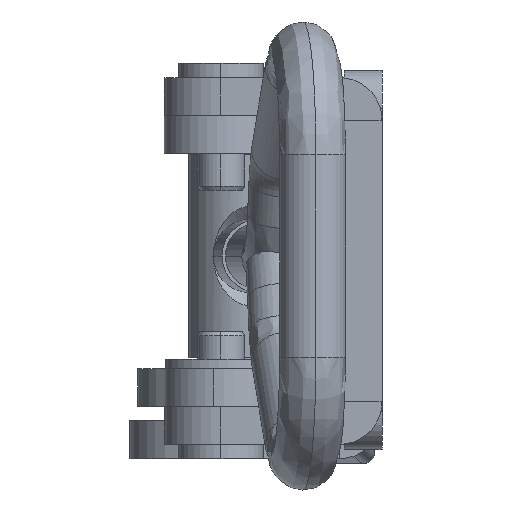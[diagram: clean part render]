
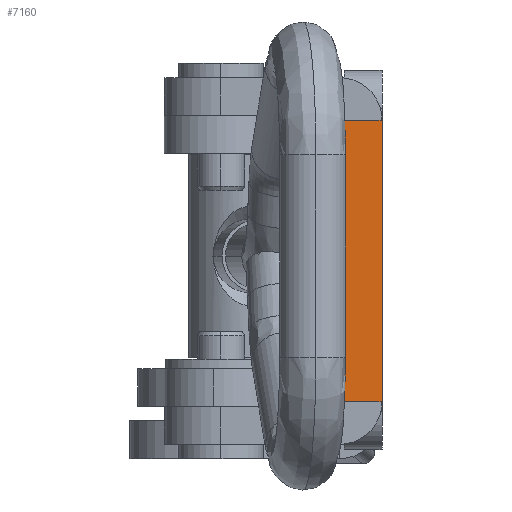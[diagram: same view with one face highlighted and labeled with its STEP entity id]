
A CAD part, left-side view. The second image highlights one B-rep face of the part: STEP entity #7160.
In plain terms, the highlighted planar face has unit normal (-1, 0, 0).
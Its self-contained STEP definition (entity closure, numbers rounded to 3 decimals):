
#126 = EDGE_CURVE ( 'NONE', #161, #4057, #4504, .T. ) ;
#161 = VERTEX_POINT ( 'NONE', #2890 ) ;
#260 = ORIENTED_EDGE ( 'NONE', *, *, #126, .T. ) ;
#415 = DIRECTION ( 'NONE',  ( 0., 1., 0. ) ) ;
#679 = PLANE ( 'NONE',  #7458 ) ;
#808 = VECTOR ( 'NONE', #1637, 1000. ) ;
#1043 = CARTESIAN_POINT ( 'NONE',  ( -20.5, -4., -35.2 ) ) ;
#1281 = VERTEX_POINT ( 'NONE', #4698 ) ;
#1310 = CARTESIAN_POINT ( 'NONE',  ( -20.5, -4., -35.2 ) ) ;
#1380 = EDGE_CURVE ( 'NONE', #6009, #1281, #6598, .T. ) ;
#1637 = DIRECTION ( 'NONE',  ( 0., 0., 1. ) ) ;
#1709 = CARTESIAN_POINT ( 'NONE',  ( -20.5, -4., -5.5 ) ) ;
#1770 = CARTESIAN_POINT ( 'NONE',  ( -20.5, 0., -5.5 ) ) ;
#2477 = DIRECTION ( 'NONE',  ( 0., 0., 1. ) ) ;
#2890 = CARTESIAN_POINT ( 'NONE',  ( -20.5, -4., -5.5 ) ) ;
#3235 = LINE ( 'NONE', #5765, #808 ) ;
#3355 = VECTOR ( 'NONE', #6671, 1000. ) ;
#4057 = VERTEX_POINT ( 'NONE', #1770 ) ;
#4136 = EDGE_LOOP ( 'NONE', ( #4558, #7379, #7575, #260 ) ) ;
#4137 = VECTOR ( 'NONE', #6121, 1000. ) ;
#4504 = LINE ( 'NONE', #1709, #4137 ) ;
#4558 = ORIENTED_EDGE ( 'NONE', *, *, #6422, .F. ) ;
#4698 = CARTESIAN_POINT ( 'NONE',  ( -20.5, 0., -35.2 ) ) ;
#4788 = EDGE_CURVE ( 'NONE', #6009, #161, #6664, .T. ) ;
#5023 = VECTOR ( 'NONE', #415, 1000. ) ;
#5231 = FACE_OUTER_BOUND ( 'NONE', #4136, .T. ) ;
#5765 = CARTESIAN_POINT ( 'NONE',  ( -20.5, 0., -35.2 ) ) ;
#6009 = VERTEX_POINT ( 'NONE', #1310 ) ;
#6013 = DIRECTION ( 'NONE',  ( -1., 0., 0. ) ) ;
#6075 = CARTESIAN_POINT ( 'NONE',  ( -20.5, -4., -35.2 ) ) ;
#6121 = DIRECTION ( 'NONE',  ( 0., 1., 0. ) ) ;
#6422 = EDGE_CURVE ( 'NONE', #1281, #4057, #3235, .T. ) ;
#6598 = LINE ( 'NONE', #1043, #5023 ) ;
#6664 = LINE ( 'NONE', #6075, #3355 ) ;
#6671 = DIRECTION ( 'NONE',  ( 0., 0., 1. ) ) ;
#7160 = ADVANCED_FACE ( 'NONE', ( #5231 ), #679, .T. ) ;
#7176 = CARTESIAN_POINT ( 'NONE',  ( -20.5, -4., -35.2 ) ) ;
#7379 = ORIENTED_EDGE ( 'NONE', *, *, #1380, .F. ) ;
#7458 = AXIS2_PLACEMENT_3D ( 'NONE', #7176, #6013, #2477 ) ;
#7575 = ORIENTED_EDGE ( 'NONE', *, *, #4788, .T. ) ;
